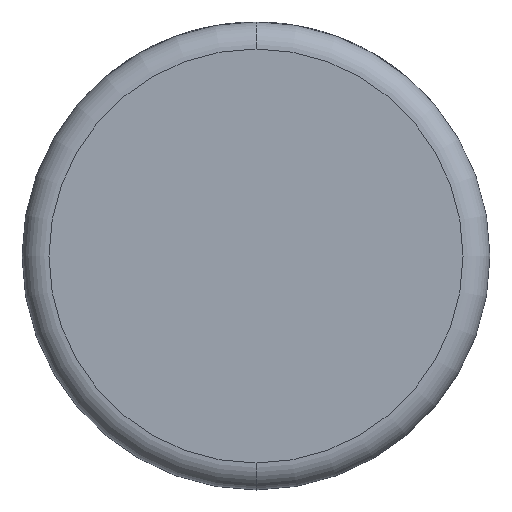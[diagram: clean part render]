
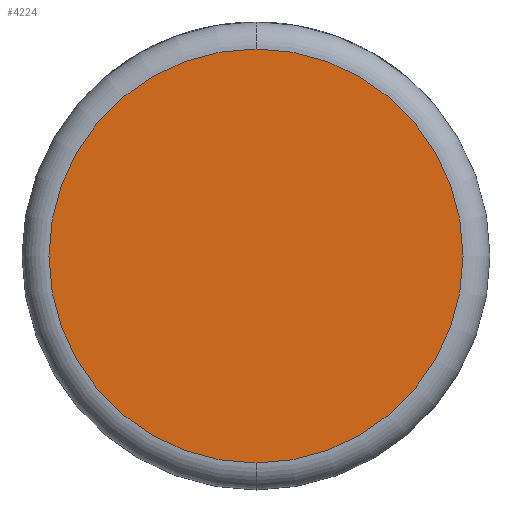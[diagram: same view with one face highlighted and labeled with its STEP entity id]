
A CAD part, front view. The second image highlights one B-rep face of the part: STEP entity #4224.
In plain terms, the highlighted planar face has unit normal (0, -1, 0).
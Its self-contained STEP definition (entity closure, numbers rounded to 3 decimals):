
#241 = AXIS2_PLACEMENT_3D ( 'NONE', #3143, #1626, #3271 ) ;
#633 = CARTESIAN_POINT ( 'NONE',  ( 0., 0., 10.175 ) ) ;
#751 = ORIENTED_EDGE ( 'NONE', *, *, #1536, .T. ) ;
#771 = DIRECTION ( 'NONE',  ( 0., 0., 1. ) ) ;
#844 = EDGE_LOOP ( 'NONE', ( #751, #1472 ) ) ;
#1196 = DIRECTION ( 'NONE',  ( 0., 0., 1. ) ) ;
#1472 = ORIENTED_EDGE ( 'NONE', *, *, #2148, .T. ) ;
#1536 = EDGE_CURVE ( 'NONE', #3047, #3631, #3154, .T. ) ;
#1626 = DIRECTION ( 'NONE',  ( 0., -1., 0. ) ) ;
#1728 = CARTESIAN_POINT ( 'NONE',  ( 0., 0., -10.175 ) ) ;
#2003 = FACE_OUTER_BOUND ( 'NONE', #844, .T. ) ;
#2148 = EDGE_CURVE ( 'NONE', #3631, #3047, #2188, .T. ) ;
#2188 = CIRCLE ( 'NONE', #241, 10.175 ) ;
#2234 = CARTESIAN_POINT ( 'NONE',  ( 0., 0., 0. ) ) ;
#2256 = AXIS2_PLACEMENT_3D ( 'NONE', #3037, #4207, #1196 ) ;
#2677 = DIRECTION ( 'NONE',  ( 0., -1., 0. ) ) ;
#2730 = PLANE ( 'NONE',  #2256 ) ;
#3037 = CARTESIAN_POINT ( 'NONE',  ( 0., 0., 0. ) ) ;
#3047 = VERTEX_POINT ( 'NONE', #633 ) ;
#3143 = CARTESIAN_POINT ( 'NONE',  ( 0., 0., 0. ) ) ;
#3154 = CIRCLE ( 'NONE', #4736, 10.175 ) ;
#3271 = DIRECTION ( 'NONE',  ( 0., 0., 1. ) ) ;
#3631 = VERTEX_POINT ( 'NONE', #1728 ) ;
#4207 = DIRECTION ( 'NONE',  ( 0., 1., 0. ) ) ;
#4224 = ADVANCED_FACE ( 'NONE', ( #2003 ), #2730, .F. ) ;
#4736 = AXIS2_PLACEMENT_3D ( 'NONE', #2234, #2677, #771 ) ;
